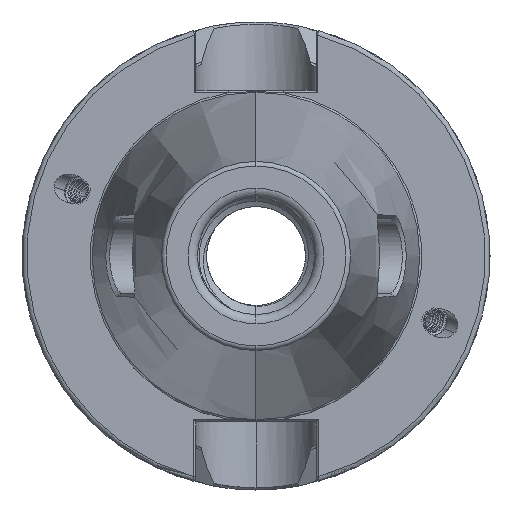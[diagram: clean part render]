
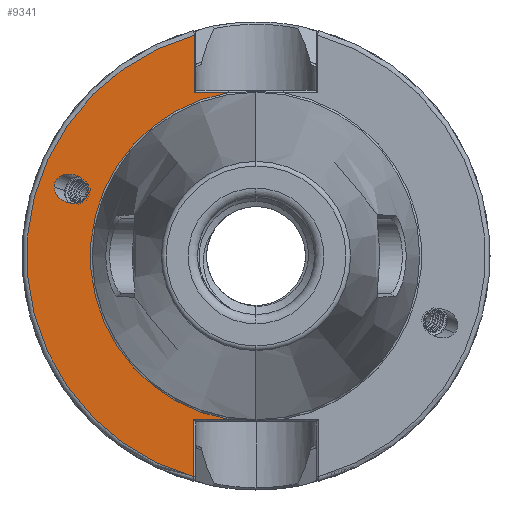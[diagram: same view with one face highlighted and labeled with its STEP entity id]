
A CAD part, left-side view. The second image highlights one B-rep face of the part: STEP entity #9341.
In plain terms, the highlighted planar face has unit normal (-1, 0, 0).
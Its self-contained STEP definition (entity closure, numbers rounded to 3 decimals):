
#362 =( BOUNDED_CURVE ( )  B_SPLINE_CURVE ( 3, ( #4738, #4739, #4740, #4741 ),
 .UNSPECIFIED., .F., .T. ) 
 B_SPLINE_CURVE_WITH_KNOTS ( ( 4, 4 ),
 ( 0., 2.852 ),
 .UNSPECIFIED. ) 
 CURVE ( )  GEOMETRIC_REPRESENTATION_ITEM ( )  RATIONAL_B_SPLINE_CURVE ( ( 1., 0.43, 0.43, 1. ) ) 
 REPRESENTATION_ITEM ( '' )  );
#3948 = CARTESIAN_POINT ( 'NONE',  ( 0., 13.194, 47.19 ) ) ;
#3949 = CARTESIAN_POINT ( 'NONE',  ( 0., 13.279, -47.166 ) ) ;
#3950 = CARTESIAN_POINT ( 'NONE',  ( 0., 13.279, -34.9 ) ) ;
#3951 = CARTESIAN_POINT ( 'NONE',  ( 0., 5.916, -34.9 ) ) ;
#3952 = CARTESIAN_POINT ( 'NONE',  ( 0., 5.916, 34.9 ) ) ;
#3953 = CARTESIAN_POINT ( 'NONE',  ( 0., 13.194, 34.9 ) ) ;
#4720 = CARTESIAN_POINT ( 'NONE',  ( 0., 0., 0. ) ) ;
#4721 = LINE ( 'NONE', #4722, #14929 ) ;
#4722 = CARTESIAN_POINT ( 'NONE',  ( 0., 13.194, 47.285 ) ) ;
#4723 = DIRECTION ( 'NONE',  ( 0., 0., 1. ) ) ;
#4724 = LINE ( 'NONE', #4725, #14930 ) ;
#4725 = CARTESIAN_POINT ( 'NONE',  ( 0., 12.85, 34.9 ) ) ;
#4726 = DIRECTION ( 'NONE',  ( 0., 1., 0. ) ) ;
#4727 = DIRECTION ( 'NONE',  ( -1., 0., 0. ) ) ;
#4728 = DIRECTION ( 'NONE',  ( 0., 0., 1. ) ) ;
#4729 = CARTESIAN_POINT ( 'NONE',  ( 0., 0., 0. ) ) ;
#4730 = LINE ( 'NONE', #4731, #14932 ) ;
#4731 = CARTESIAN_POINT ( 'NONE',  ( 0., 35.398, -34.9 ) ) ;
#4732 = DIRECTION ( 'NONE',  ( 0., -1., 0. ) ) ;
#4733 = DIRECTION ( 'NONE',  ( -1., 0., 0. ) ) ;
#4734 = DIRECTION ( 'NONE',  ( 0., 0., 1. ) ) ;
#4735 = LINE ( 'NONE', #4736, #14934 ) ;
#4736 = CARTESIAN_POINT ( 'NONE',  ( 0., 13.279, 0. ) ) ;
#4737 = DIRECTION ( 'NONE',  ( 0., 0., 1. ) ) ;
#4738 = CARTESIAN_POINT ( 'NONE',  ( 0., 35.968, 13.091 ) ) ;
#4739 = CARTESIAN_POINT ( 'NONE',  ( 0., 37.57, 8.69 ) ) ;
#4740 = CARTESIAN_POINT ( 'NONE',  ( 0., 43.118, 9.99 ) ) ;
#4741 = CARTESIAN_POINT ( 'NONE',  ( 0., 43.118, 14.766 ) ) ;
#5304 = CIRCLE ( 'NONE', #14928, 35.398 ) ;
#5305 = CIRCLE ( 'NONE', #14923, 49. ) ;
#6892 = CARTESIAN_POINT ( 'NONE',  ( 0., 35.968, 13.091 ) ) ;
#6893 = CARTESIAN_POINT ( 'NONE',  ( 0., 35.816, 13.963 ) ) ;
#6904 = CARTESIAN_POINT ( 'NONE',  ( 0., 43.118, 14.766 ) ) ;
#7064 = VERTEX_POINT ( 'NONE', #6892 ) ;
#7065 = VERTEX_POINT ( 'NONE', #6893 ) ;
#7076 = VERTEX_POINT ( 'NONE', #6904 ) ;
#8071 = ORIENTED_EDGE ( 'NONE', *, *, #11661, .T. ) ;
#8072 = ORIENTED_EDGE ( 'NONE', *, *, #9279, .T. ) ;
#8073 = ORIENTED_EDGE ( 'NONE', *, *, #11659, .T. ) ;
#8074 = ORIENTED_EDGE ( 'NONE', *, *, #11658, .T. ) ;
#8075 = ORIENTED_EDGE ( 'NONE', *, *, #11660, .T. ) ;
#8076 = ORIENTED_EDGE ( 'NONE', *, *, #11657, .F. ) ;
#8077 = ORIENTED_EDGE ( 'NONE', *, *, #11656, .T. ) ;
#8078 = ORIENTED_EDGE ( 'NONE', *, *, #11655, .T. ) ;
#9028 = ORIENTED_EDGE ( 'NONE', *, *, #9277, .T. ) ;
#9277 = EDGE_CURVE ( 'NONE', #7065, #7064, #10564, .T. ) ;
#9279 = EDGE_CURVE ( 'NONE', #7076, #7065, #10561, .T. ) ;
#9341 = ADVANCED_FACE ( 'NONE', ( #14609, #14611 ), #10972, .F. ) ;
#9517 = EDGE_LOOP ( 'NONE', ( #8071, #8072, #9028 ) ) ;
#9518 = EDGE_LOOP ( 'NONE', ( #8073, #8075, #8074, #8076, #8077, #8078 ) ) ;
#10561 =( BOUNDED_CURVE ( )  B_SPLINE_CURVE ( 3, ( #12236, #12237, #12238, #12239 ),
 .UNSPECIFIED., .F., .F. ) 
 B_SPLINE_CURVE_WITH_KNOTS ( ( 4, 4 ),
 ( 2.852, 5.993 ),
 .UNSPECIFIED. ) 
 CURVE ( )  GEOMETRIC_REPRESENTATION_ITEM ( )  RATIONAL_B_SPLINE_CURVE ( ( 1., 0.333, 0.333, 1. ) ) 
 REPRESENTATION_ITEM ( '' )  );
#10564 =( BOUNDED_CURVE ( )  B_SPLINE_CURVE ( 3, ( #12229, #12230, #12231, #12232 ),
 .UNSPECIFIED., .F., .T. ) 
 B_SPLINE_CURVE_WITH_KNOTS ( ( 4, 4 ),
 ( 5.993, 6.283 ),
 .UNSPECIFIED. ) 
 CURVE ( )  GEOMETRIC_REPRESENTATION_ITEM ( )  RATIONAL_B_SPLINE_CURVE ( ( 1., 0.993, 0.993, 1. ) ) 
 REPRESENTATION_ITEM ( '' )  );
#10972 = PLANE ( 'NONE',  #14613 ) ;
#10973 = CARTESIAN_POINT ( 'NONE',  ( 0., 35.398, 0. ) ) ;
#10974 = DIRECTION ( 'NONE',  ( 1., 0., 0. ) ) ;
#10975 = DIRECTION ( 'NONE',  ( 0., 0., -1. ) ) ;
#11655 = EDGE_CURVE ( 'NONE', #12399, #12394, #4721, .T. ) ;
#11656 = EDGE_CURVE ( 'NONE', #12398, #12399, #4724, .T. ) ;
#11657 = EDGE_CURVE ( 'NONE', #12398, #12397, #5304, .T. ) ;
#11658 = EDGE_CURVE ( 'NONE', #12396, #12397, #4730, .T. ) ;
#11659 = EDGE_CURVE ( 'NONE', #12394, #12395, #5305, .T. ) ;
#11660 = EDGE_CURVE ( 'NONE', #12395, #12396, #4735, .T. ) ;
#11661 = EDGE_CURVE ( 'NONE', #7064, #7076, #362, .T. ) ;
#12229 = CARTESIAN_POINT ( 'NONE',  ( 0., 35.816, 13.963 ) ) ;
#12230 = CARTESIAN_POINT ( 'NONE',  ( 0., 35.816, 13.662 ) ) ;
#12231 = CARTESIAN_POINT ( 'NONE',  ( 0., 35.867, 13.369 ) ) ;
#12232 = CARTESIAN_POINT ( 'NONE',  ( 0., 35.968, 13.091 ) ) ;
#12236 = CARTESIAN_POINT ( 'NONE',  ( 0., 43.118, 14.766 ) ) ;
#12237 = CARTESIAN_POINT ( 'NONE',  ( 0., 43.118, 20.987 ) ) ;
#12238 = CARTESIAN_POINT ( 'NONE',  ( 0., 35.816, 20.184 ) ) ;
#12239 = CARTESIAN_POINT ( 'NONE',  ( 0., 35.816, 13.963 ) ) ;
#12394 = VERTEX_POINT ( 'NONE', #3948 ) ;
#12395 = VERTEX_POINT ( 'NONE', #3949 ) ;
#12396 = VERTEX_POINT ( 'NONE', #3950 ) ;
#12397 = VERTEX_POINT ( 'NONE', #3951 ) ;
#12398 = VERTEX_POINT ( 'NONE', #3952 ) ;
#12399 = VERTEX_POINT ( 'NONE', #3953 ) ;
#14609 = FACE_BOUND ( 'NONE', #9517, .T. ) ;
#14611 = FACE_OUTER_BOUND ( 'NONE', #9518, .T. ) ;
#14613 = AXIS2_PLACEMENT_3D ( 'NONE', #10973, #10974, #10975 ) ;
#14923 = AXIS2_PLACEMENT_3D ( 'NONE', #4729, #4733, #4734 ) ;
#14928 = AXIS2_PLACEMENT_3D ( 'NONE', #4720, #4727, #4728 ) ;
#14929 = VECTOR ( 'NONE', #4723, 1000. ) ;
#14930 = VECTOR ( 'NONE', #4726, 1000. ) ;
#14932 = VECTOR ( 'NONE', #4732, 1000. ) ;
#14934 = VECTOR ( 'NONE', #4737, 1000. ) ;
